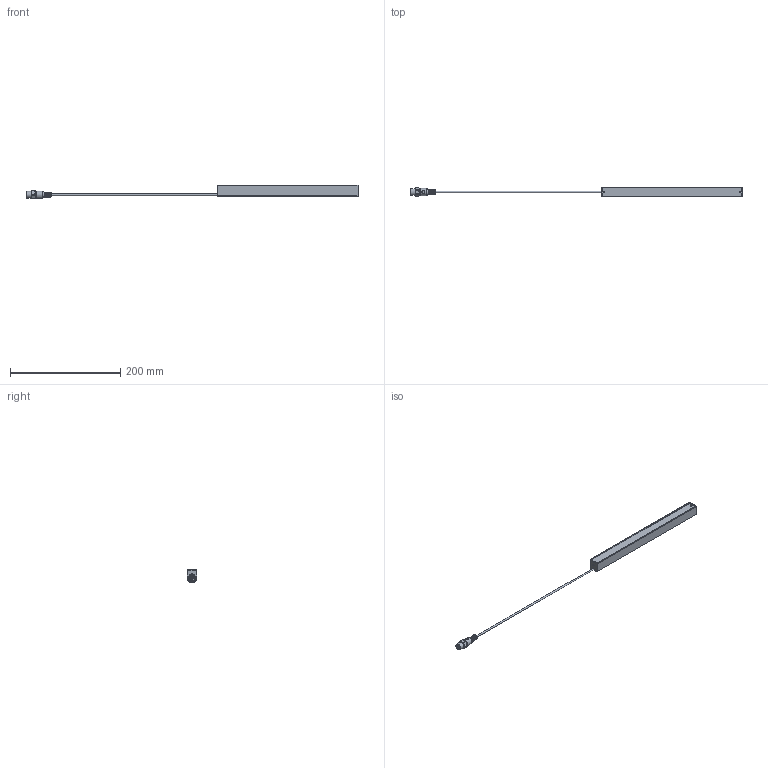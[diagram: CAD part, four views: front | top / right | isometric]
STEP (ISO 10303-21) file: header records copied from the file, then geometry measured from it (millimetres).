
FILE_DESCRIPTION(/* description */ ('DISO X xxx'),/* implementation_level */ '2;1');
FILE_NAME(/* name */ 'BE1-A_254.stp',/* time_stamp */ '2015-07-22T09:59:04+02:00',/* author */ ('lsa'),/* organization */ (''),/* preprocessor_version */ 'ST-DEVELOPER v15.6',/* originating_system */ 'Autodesk Inventor 2015',/* authorisation */ '');
FILE_SCHEMA (('AUTOMOTIVE_DESIGN { 1 0 10303 214 3 1 1 }'));
Length unit declared in the file: millimetre
Products named in the file (1): Bauteil140
Bounding box: 601.4 x 18 x 24 mm (x, y, z)
Volume: 87752.4 mm3; surface area: 26671.2 mm2
Topology: 2 solids, 2 shells, 202 faces, 475 edges, 303 vertices
Faces by surface type: plane 101, cylinder 62, cone 30, torus 9
Full cylindrical faces by diameter (mm): 1 x3, 1.567 x6, 2.459 x2, 2.5 x4, 3 x3, 7.5 x2, 8 x1, 8.5 x4, 9 x1, 10 x1, 10.8 x1, 11.5 x1, 12 x1, 13 x1
Entity records: 5558 total; most frequent: CARTESIAN_POINT 968, DIRECTION 938, ORIENTED_EDGE 794, EDGE_CURVE 396, AXIS2_PLACEMENT_3D 367, EDGE_LOOP 288, VERTEX_POINT 283, LINE 204
